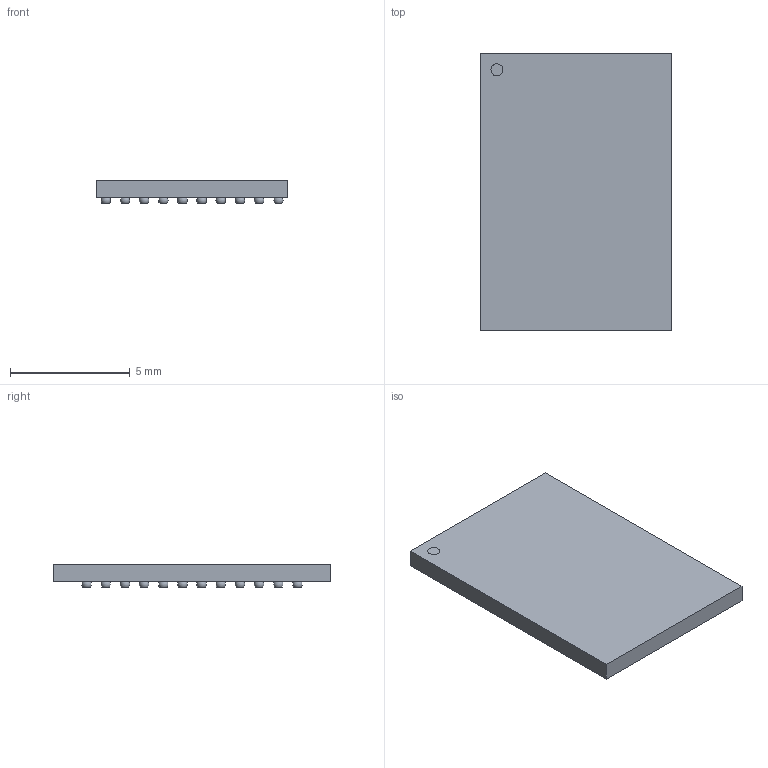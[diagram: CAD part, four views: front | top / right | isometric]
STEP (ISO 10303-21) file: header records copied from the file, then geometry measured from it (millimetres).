
FILE_DESCRIPTION(/* description */ (''),/* implementation_level */ '2;1');
FILE_NAME(/* name */ 'BGA84C80P10X12_800X1160X100.stp',/* time_stamp */ '2016-12-13T16:48:05+01:00',/* author */ ('jchouvet'),/* organization */ (''),/* preprocessor_version */ 'ST-DEVELOPER v16.1',/* originating_system */ 'AutoCAD Mechanical',/* authorisation */ '');
FILE_SCHEMA (('AUTOMOTIVE_DESIGN { 1 0 10303 214 3 1 1 }'));
Length unit declared in the file: millimetre
Products named in the file (1): Product
Bounding box: 8 x 11.6 x 1 mm (x, y, z)
Volume: 71.9 mm3; surface area: 254.5 mm2
Topology: 86 solids, 86 shells, 263 faces, 354 edges, 264 vertices
Faces by surface type: plane 177, sphere 84, cylinder 2
Full cylindrical faces by diameter (mm): 0.5 x2
Entity records: 4400 total; most frequent: DIRECTION 884, CARTESIAN_POINT 628, AXIS2_PLACEMENT_3D 436, ORIENTED_EDGE 368, EDGE_LOOP 350, FACE_OUTER_BOUND 263, ADVANCED_FACE 263, EDGE_CURVE 184
